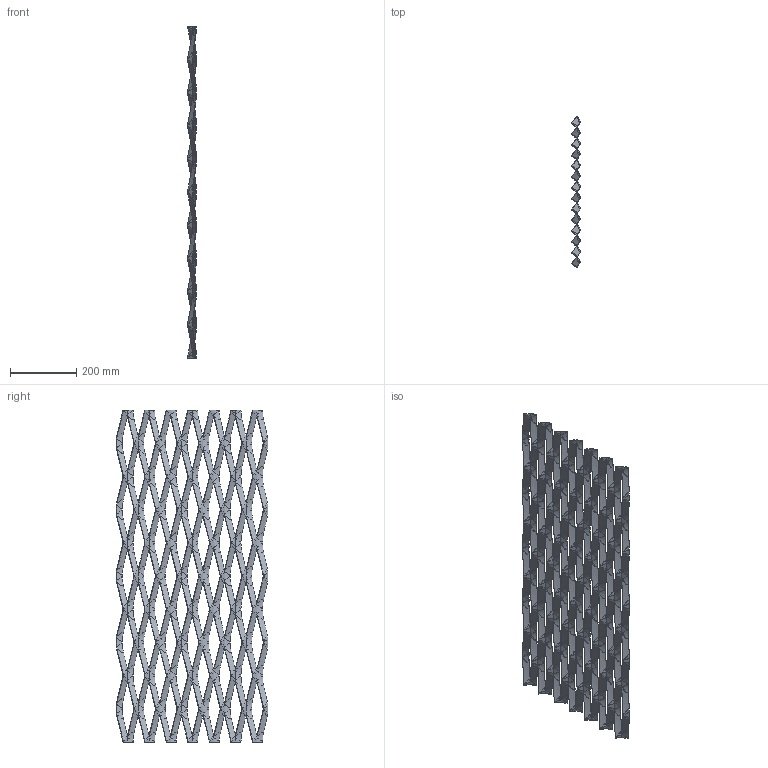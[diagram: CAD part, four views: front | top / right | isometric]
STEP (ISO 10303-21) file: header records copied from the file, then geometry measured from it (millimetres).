
FILE_DESCRIPTION(/* description */ (''),/* implementation_level */ '2;1');
FILE_NAME(/* name */ 'TR 200x65x20x1,5 City.stp',/* time_stamp */ '2020-10-26T13:15:28+01:00',/* author */ ('martin.kocian'),/* organization */ (''),/* preprocessor_version */ 'ST-DEVELOPER v18.1',/* originating_system */ 'Autodesk Inventor 2021',/* authorisation */ '');
FILE_SCHEMA (('AUTOMOTIVE_DESIGN { 1 0 10303 214 3 1 1 }'));
Products named in the file (1): TR 200x65x20x1,5 City
Bounding box: 26.8 x 456.01 x 1000 mm (x, y, z)
Volume: 417375.8 mm3; surface area: 612877.4 mm2
Topology: 1 solids, 1 shells, 1796 faces, 5836 edges, 3854 vertices
Faces by surface type: bspline 1120, plane 676
Entity records: 110964 total; most frequent: CARTESIAN_POINT 70794, ORIENTED_EDGE 11532, EDGE_CURVE 5766, VERTEX_POINT 3854, B_SPLINE_CURVE_WITH_KNOTS 3770, DIRECTION 3350, LINE 1996, VECTOR 1996
